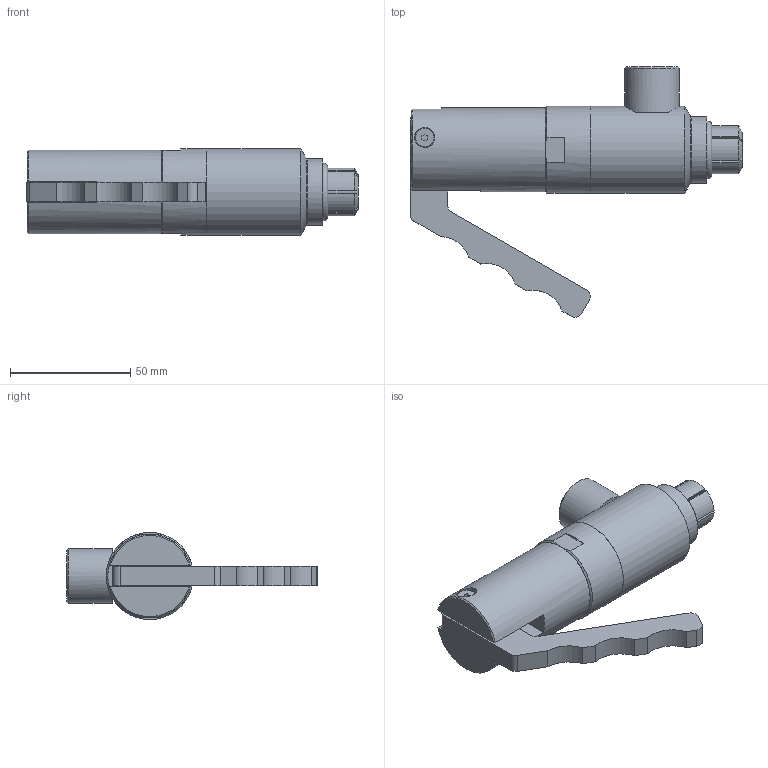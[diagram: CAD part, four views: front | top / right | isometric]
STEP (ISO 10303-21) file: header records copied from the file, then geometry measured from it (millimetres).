
FILE_DESCRIPTION(/* description */ (''),/* implementation_level */ '2;1');
FILE_NAME(/* name */ 'FNL-208061.stp',/* time_stamp */ '2014-11-11T13:06:01-06:00',/* author */ ('scottg'),/* organization */ ('FasTest,Inc.'),/* preprocessor_version */ 'ST-DEVELOPER v15.2',/* originating_system */ 'Autodesk Inventor 2014',/* authorisation */ '');
FILE_SCHEMA (('AUTOMOTIVE_DESIGN { 1 0 10303 214 3 1 1 }'));
Length unit declared in the file: inch
Products named in the file (1): FNL-208061
Bounding box: 138.13 x 104.33 x 36.2 mm (x, y, z)
Volume: 131828.1 mm3; surface area: 27553.4 mm2
Topology: 2 solids, 3 shells, 135 faces, 336 edges, 218 vertices
Faces by surface type: plane 78, cylinder 35, cone 18, torus 4
Full cylindrical faces by diameter (mm): 4.826 x2, 4.978 x1, 8.157 x1, 8.331 x1, 13.894 x1, 17.145 x2, 22.86 x1, 27.711 x1, 31.394 x1, 31.852 x1, 34.874 x1, 36.195 x2
Entity records: 3860 total; most frequent: CARTESIAN_POINT 776, DIRECTION 650, ORIENTED_EDGE 592, EDGE_CURVE 295, AXIS2_PLACEMENT_3D 243, VERTEX_POINT 205, EDGE_LOOP 180, LINE 164
